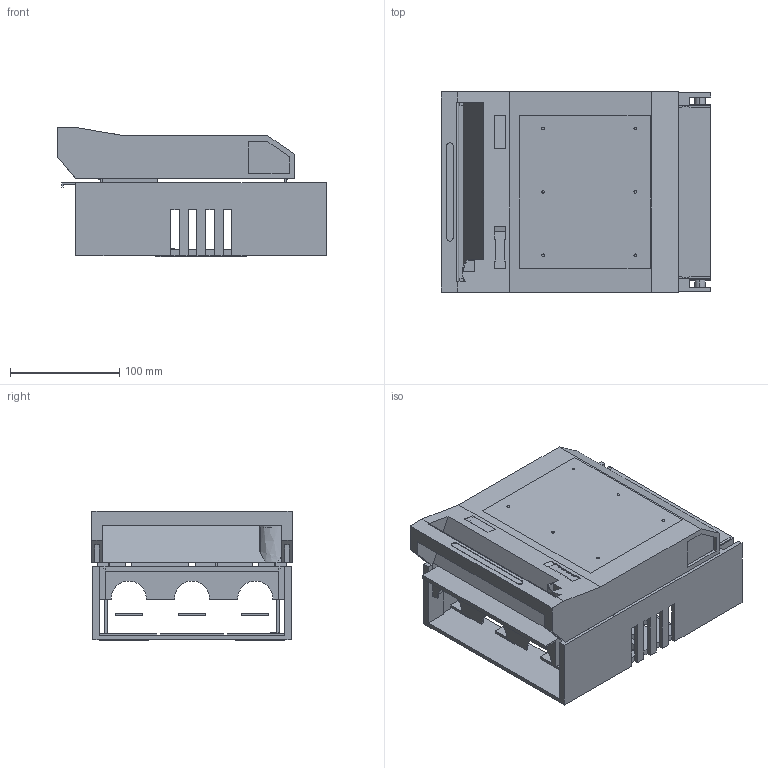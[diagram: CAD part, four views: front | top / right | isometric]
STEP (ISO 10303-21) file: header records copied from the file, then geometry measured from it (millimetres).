
FILE_DESCRIPTION(('CATIA V5 STEP'),'2;1');
FILE_NAME('IGST00002_LTL1_3_Trenner_Groesse_1.stp','2009-10-12T08:53:56+00:00',('none'),('none'),'CATIA Version 5 Release 17 (IN-10)','CATIA V5 STEP AP214','none');
FILE_SCHEMA(('AUTOMOTIVE_DESIGN { 1 0 10303 214 1 1 1 1 }'));
Length unit declared in the file: millimetre
Products named in the file (1): IGST00002_LTL1_3_Trenner_Groesse_1
Bounding box: 247 x 184 x 118.8 mm (x, y, z)
Volume: 643045.9 mm3; surface area: 429545.4 mm2
Topology: 13 solids, 13 shells, 770 faces, 2416 edges, 1640 vertices
Faces by surface type: plane 666, cylinder 100, bspline 4
Entity records: 27977 total; most frequent: CARTESIAN_POINT 4970, ORIENTED_EDGE 4832, DIRECTION 3627, EDGE_CURVE 2416, VECTOR 2142, LINE 2142, VERTEX_POINT 1640, AXIS2_PLACEMENT_3D 859
